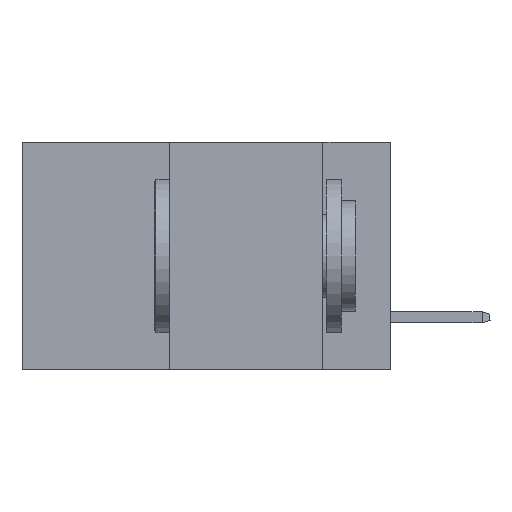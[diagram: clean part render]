
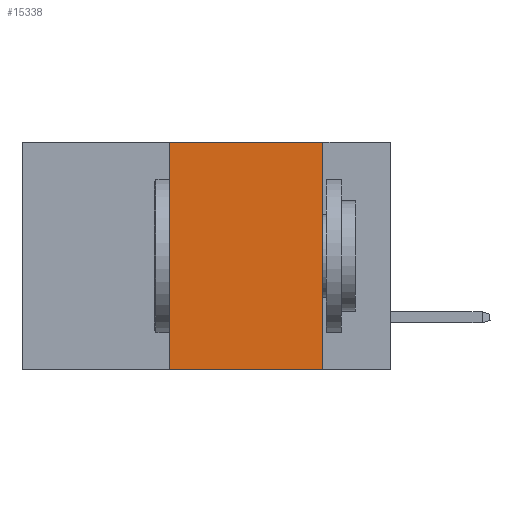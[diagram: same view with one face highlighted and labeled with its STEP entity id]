
A CAD part, left-side view. The second image highlights one B-rep face of the part: STEP entity #15338.
In plain terms, the highlighted planar face has unit normal (-1, 0, 0).
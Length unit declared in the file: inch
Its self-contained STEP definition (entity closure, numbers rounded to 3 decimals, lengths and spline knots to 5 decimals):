
#239 = ORIENTED_EDGE ( 'NONE', *, *, #1455, .T. ) ;
#576 = CARTESIAN_POINT ( 'NONE',  ( 0., 0.6, 0. ) ) ;
#1433 = DIRECTION ( 'NONE',  ( 0., -1., 0. ) ) ;
#1455 = EDGE_CURVE ( 'NONE', #13198, #4899, #19247, .T. ) ;
#1745 = DIRECTION ( 'NONE',  ( 1., 0., 0. ) ) ;
#2749 = AXIS2_PLACEMENT_3D ( 'NONE', #16365, #1745, #18736 ) ;
#2754 = DIRECTION ( 'NONE',  ( 0., 0., -1. ) ) ;
#3077 = EDGE_LOOP ( 'NONE', ( #13705, #21438, #17408, #239 ) ) ;
#3958 = EDGE_CURVE ( 'NONE', #26429, #16734, #11755, .T. ) ;
#4456 = VECTOR ( 'NONE', #1433, 39.37008 ) ;
#4655 = DIRECTION ( 'NONE',  ( 0., -1., 0. ) ) ;
#4899 = VERTEX_POINT ( 'NONE', #7109 ) ;
#7109 = CARTESIAN_POINT ( 'NONE',  ( 0., 0.11, -0.37 ) ) ;
#7278 = DIRECTION ( 'NONE',  ( 0., 0., 1. ) ) ;
#9155 = LINE ( 'NONE', #16782, #14773 ) ;
#9816 = EDGE_CURVE ( 'NONE', #13198, #26429, #9155, .T. ) ;
#10019 = CARTESIAN_POINT ( 'NONE',  ( 0., 0.11, 0. ) ) ;
#11755 = LINE ( 'NONE', #576, #4456 ) ;
#12662 = CARTESIAN_POINT ( 'NONE',  ( 0., 0.36, -0.37 ) ) ;
#12952 = CARTESIAN_POINT ( 'NONE',  ( 0., 0.11, 0. ) ) ;
#12961 = VECTOR ( 'NONE', #4655, 39.37008 ) ;
#13198 = VERTEX_POINT ( 'NONE', #12662 ) ;
#13705 = ORIENTED_EDGE ( 'NONE', *, *, #28009, .F. ) ;
#13989 = PLANE ( 'NONE',  #2749 ) ;
#14773 = VECTOR ( 'NONE', #7278, 39.37008 ) ;
#15338 = ADVANCED_FACE ( 'NONE', ( #18140 ), #13989, .F. ) ;
#16365 = CARTESIAN_POINT ( 'NONE',  ( 0., 0.6, 0. ) ) ;
#16734 = VERTEX_POINT ( 'NONE', #12952 ) ;
#16782 = CARTESIAN_POINT ( 'NONE',  ( 0., 0.36, 0. ) ) ;
#16910 = LINE ( 'NONE', #10019, #28774 ) ;
#17408 = ORIENTED_EDGE ( 'NONE', *, *, #9816, .F. ) ;
#18140 = FACE_OUTER_BOUND ( 'NONE', #3077, .T. ) ;
#18736 = DIRECTION ( 'NONE',  ( 0., 0., -1. ) ) ;
#19247 = LINE ( 'NONE', #25117, #12961 ) ;
#21438 = ORIENTED_EDGE ( 'NONE', *, *, #3958, .F. ) ;
#21564 = CARTESIAN_POINT ( 'NONE',  ( 0., 0.36, 0. ) ) ;
#25117 = CARTESIAN_POINT ( 'NONE',  ( 0., 0.6, -0.37 ) ) ;
#26429 = VERTEX_POINT ( 'NONE', #21564 ) ;
#28009 = EDGE_CURVE ( 'NONE', #16734, #4899, #16910, .T. ) ;
#28774 = VECTOR ( 'NONE', #2754, 39.37008 ) ;
